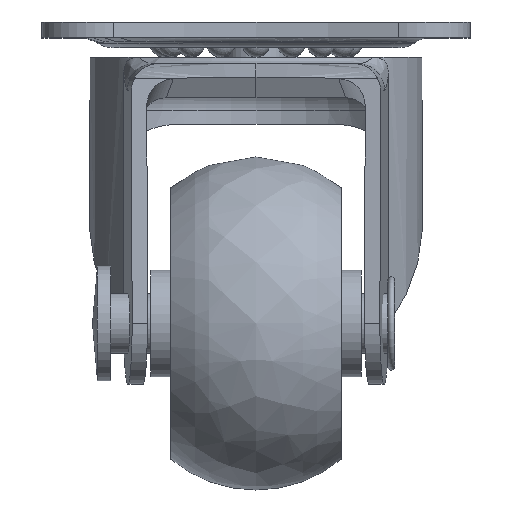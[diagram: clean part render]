
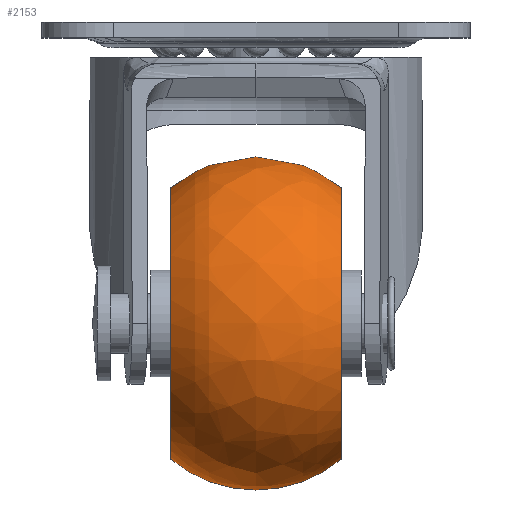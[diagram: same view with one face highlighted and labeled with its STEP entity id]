
A CAD part, top view. The second image highlights one B-rep face of the part: STEP entity #2153.
In plain terms, the highlighted free-form (B-spline) face has degree [2, 2] with [3, 9] control points.
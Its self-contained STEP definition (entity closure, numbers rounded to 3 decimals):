
#209=(
BOUNDED_SURFACE()
B_SPLINE_SURFACE(2,2,((#3523,#3524,#3525,#3526,#3527,#3528,#3529,#3530,
#3531),(#3532,#3533,#3534,#3535,#3536,#3537,#3538,#3539,#3540),(#3541,#3542,
#3543,#3544,#3545,#3546,#3547,#3548,#3549)),.UNSPECIFIED.,.F.,.T.,.F.)
B_SPLINE_SURFACE_WITH_KNOTS((3,3),(3,2,2,2,3),(-0.694,0.694),
(-3.142,-1.571,0.,1.571,3.142),
 .UNSPECIFIED.)
GEOMETRIC_REPRESENTATION_ITEM()
RATIONAL_B_SPLINE_SURFACE(((1.,0.707,1.,0.707,1.,
0.707,1.,0.707,1.),(0.768,0.543,
0.768,0.543,0.768,0.543,
0.768,0.543,0.768),(1.,0.707,
1.,0.707,1.,0.707,1.,0.707,1.)))
REPRESENTATION_ITEM('')
SURFACE()
);
#447=FACE_OUTER_BOUND('',#584,.T.);
#584=EDGE_LOOP('',(#1501,#1502,#1503,#1504,#1505,#1506));
#751=CIRCLE('',#2429,10.184);
#752=CIRCLE('',#2430,10.184);
#753=CIRCLE('',#2432,10.184);
#754=CIRCLE('',#2433,10.184);
#755=CIRCLE('',#2434,10.);
#926=VERTEX_POINT('',#3514);
#927=VERTEX_POINT('',#3515);
#928=VERTEX_POINT('',#3519);
#929=VERTEX_POINT('',#3520);
#1169=EDGE_CURVE('',#926,#927,#751,.T.);
#1170=EDGE_CURVE('',#927,#926,#752,.T.);
#1171=EDGE_CURVE('',#928,#929,#753,.T.);
#1172=EDGE_CURVE('',#929,#928,#754,.T.);
#1173=EDGE_CURVE('',#927,#929,#755,.T.);
#1501=ORIENTED_EDGE('',*,*,#1169,.F.);
#1502=ORIENTED_EDGE('',*,*,#1170,.F.);
#1503=ORIENTED_EDGE('',*,*,#1173,.T.);
#1504=ORIENTED_EDGE('',*,*,#1172,.T.);
#1505=ORIENTED_EDGE('',*,*,#1171,.T.);
#1506=ORIENTED_EDGE('',*,*,#1173,.F.);
#2153=ADVANCED_FACE('',(#447),#209,.F.);
#2429=AXIS2_PLACEMENT_3D('',#3516,#2781,#2782);
#2430=AXIS2_PLACEMENT_3D('',#3517,#2783,#2784);
#2432=AXIS2_PLACEMENT_3D('',#3521,#2787,#2788);
#2433=AXIS2_PLACEMENT_3D('',#3522,#2789,#2790);
#2434=AXIS2_PLACEMENT_3D('',#3550,#2791,#2792);
#2781=DIRECTION('center_axis',(-1.,0.,0.));
#2782=DIRECTION('ref_axis',(0.,0.,1.));
#2783=DIRECTION('center_axis',(-1.,0.,0.));
#2784=DIRECTION('ref_axis',(0.,0.,1.));
#2787=DIRECTION('center_axis',(-1.,0.,0.));
#2788=DIRECTION('ref_axis',(0.,0.,1.));
#2789=DIRECTION('center_axis',(-1.,0.,0.));
#2790=DIRECTION('ref_axis',(0.,0.,1.));
#2791=DIRECTION('center_axis',(0.,-1.,0.));
#2792=DIRECTION('ref_axis',(0.,0.,-1.));
#3514=CARTESIAN_POINT('',(-6.4,-10.184,0.));
#3515=CARTESIAN_POINT('',(-6.4,0.,-10.184));
#3516=CARTESIAN_POINT('Origin',(-6.4,0.,0.));
#3517=CARTESIAN_POINT('Origin',(-6.4,0.,0.));
#3519=CARTESIAN_POINT('',(6.4,-10.184,0.));
#3520=CARTESIAN_POINT('',(6.4,0.,-10.184));
#3521=CARTESIAN_POINT('Origin',(6.4,0.,0.));
#3522=CARTESIAN_POINT('Origin',(6.4,0.,0.));
#3523=CARTESIAN_POINT('Ctrl Pts',(6.4,0.,-10.184));
#3524=CARTESIAN_POINT('Ctrl Pts',(6.4,-10.184,-10.184));
#3525=CARTESIAN_POINT('Ctrl Pts',(6.4,-10.184,0.));
#3526=CARTESIAN_POINT('Ctrl Pts',(6.4,-10.184,10.184));
#3527=CARTESIAN_POINT('Ctrl Pts',(6.4,0.,10.184));
#3528=CARTESIAN_POINT('Ctrl Pts',(6.4,10.184,10.184));
#3529=CARTESIAN_POINT('Ctrl Pts',(6.4,10.184,0.));
#3530=CARTESIAN_POINT('Ctrl Pts',(6.4,10.184,-10.184));
#3531=CARTESIAN_POINT('Ctrl Pts',(6.4,0.,-10.184));
#3532=CARTESIAN_POINT('Ctrl Pts',(0.,0.,-15.514));
#3533=CARTESIAN_POINT('Ctrl Pts',(0.,-15.514,-15.514));
#3534=CARTESIAN_POINT('Ctrl Pts',(0.,-15.514,0.));
#3535=CARTESIAN_POINT('Ctrl Pts',(0.,-15.514,15.514));
#3536=CARTESIAN_POINT('Ctrl Pts',(0.,0.,15.514));
#3537=CARTESIAN_POINT('Ctrl Pts',(0.,15.514,15.514));
#3538=CARTESIAN_POINT('Ctrl Pts',(0.,15.514,0.));
#3539=CARTESIAN_POINT('Ctrl Pts',(0.,15.514,-15.514));
#3540=CARTESIAN_POINT('Ctrl Pts',(0.,0.,-15.514));
#3541=CARTESIAN_POINT('Ctrl Pts',(-6.4,0.,-10.184));
#3542=CARTESIAN_POINT('Ctrl Pts',(-6.4,-10.184,-10.184));
#3543=CARTESIAN_POINT('Ctrl Pts',(-6.4,-10.184,0.));
#3544=CARTESIAN_POINT('Ctrl Pts',(-6.4,-10.184,10.184));
#3545=CARTESIAN_POINT('Ctrl Pts',(-6.4,0.,10.184));
#3546=CARTESIAN_POINT('Ctrl Pts',(-6.4,10.184,10.184));
#3547=CARTESIAN_POINT('Ctrl Pts',(-6.4,10.184,0.));
#3548=CARTESIAN_POINT('Ctrl Pts',(-6.4,10.184,-10.184));
#3549=CARTESIAN_POINT('Ctrl Pts',(-6.4,0.,-10.184));
#3550=CARTESIAN_POINT('Origin',(0.,0.,
-2.5));
